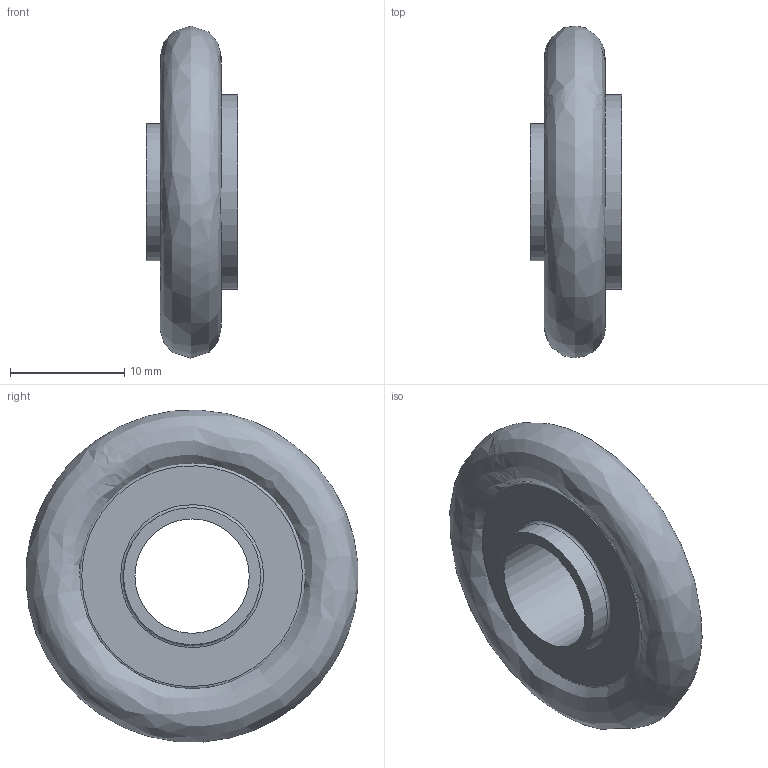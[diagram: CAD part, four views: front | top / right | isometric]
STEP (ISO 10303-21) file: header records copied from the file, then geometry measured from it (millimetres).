
FILE_DESCRIPTION (( 'STEP AP214' ), '1' );
FILE_NAME ('FULLVAC AA1KF1610.STEP', '2018-07-12T14:47:00', ( '' ), ( '' ), 'SwSTEP 2.0', 'SolidWorks 2017', '' );
FILE_SCHEMA (( 'AUTOMOTIVE_DESIGN' ));
Length unit declared in the file: millimetre
Products named in the file (3): 1^FULLVAC AA1KF1610; 2^FULLVAC AA1KF1610; FULLVAC AA1KF1610
Assembly tree (2 placements, depth 2):
  FULLVAC AA1KF1610
    1^FULLVAC AA1KF1610
    2^FULLVAC AA1KF1610
Bounding box: 8 x 29.04 x 29.04 mm (x, y, z)
Volume: 2819.6 mm3; surface area: 2338.7 mm2
Topology: 2 solids, 2 shells, 13 faces, 26 edges, 17 vertices
Faces by surface type: bspline 6, plane 4, cylinder 3
Full cylindrical faces by diameter (mm): 10 x1, 12 x1, 17 x1
Entity records: 2086 total; most frequent: CARTESIAN_POINT 1653, DIRECTION 40, ORIENTED_EDGE 24, EDGE_LOOP 24, AXIS2_PLACEMENT_3D 20, FACE_OUTER_BOUND 20, UNCERTAINTY_MEASURE_WITH_UNIT 20, COLOUR_RGB 17
